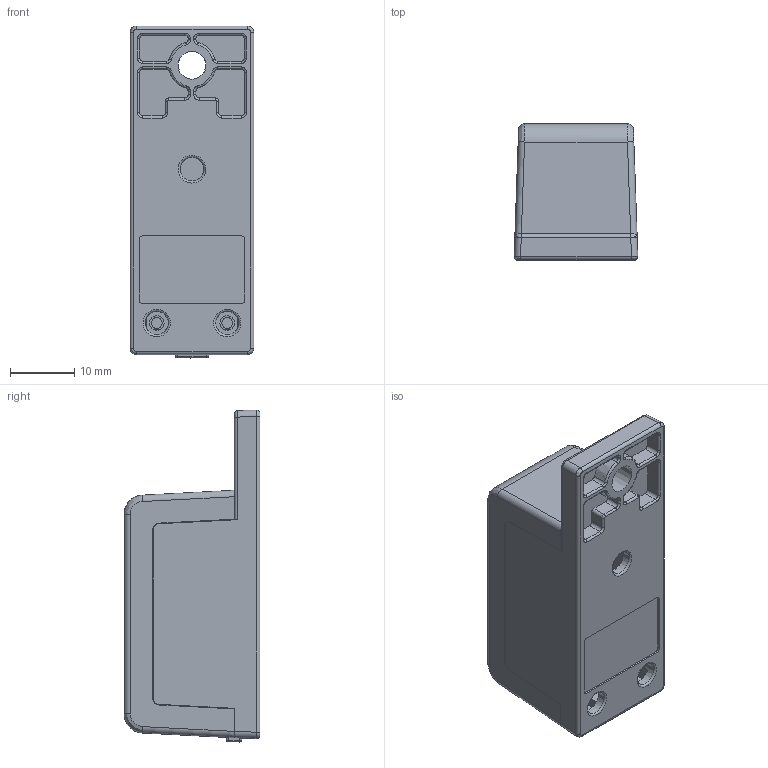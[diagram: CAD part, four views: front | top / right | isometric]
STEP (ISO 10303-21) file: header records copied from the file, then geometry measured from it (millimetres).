
FILE_DESCRIPTION(/* description */ (''),/* implementation_level */ '2;1');
FILE_NAME(/* name */ 'Line Follower Sensor (Line Tracker).iam.step',/* time_stamp */ '2020-04-16T23:37:31-04:00',/* author */ ('Jordan'),/* organization */ (''),/* preprocessor_version */ 'ST-DEVELOPER v17',/* originating_system */ 'Autodesk Inventor 2019',/* authorisation */ '');
FILE_SCHEMA (('AUTOMOTIVE_DESIGN { 1 0 10303 214 3 1 1 }'));
Length unit declared in the file: inch
Products named in the file (5): Line Follower Sensor (Line Tracker); Bottom; Sensor; Top; Wire Sleeve
Assembly tree (4 placements, depth 2):
  Line Follower Sensor (Line Tracker)
    Bottom
    Sensor
    Top
    Wire Sleeve
Bounding box: 19.29 x 21.2 x 51.77 mm (x, y, z)
Volume: 6589.5 mm3; surface area: 9010.8 mm2
Topology: 4 solids, 4 shells, 463 faces, 1213 edges, 760 vertices
Faces by surface type: plane 212, cylinder 131, torus 38, cone 38, bspline 32, sphere 12
Full cylindrical faces by diameter (mm): 1.7 x2, 3.7 x2
Entity records: 18142 total; most frequent: CARTESIAN_POINT 6602, ORIENTED_EDGE 2414, DIRECTION 2377, EDGE_CURVE 1207, AXIS2_PLACEMENT_3D 845, VERTEX_POINT 760, LINE 687, VECTOR 687
